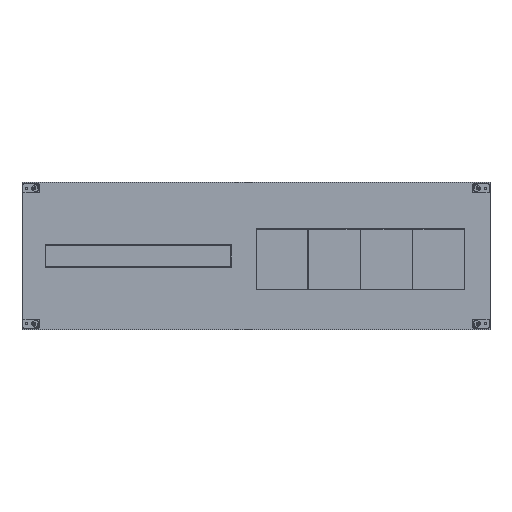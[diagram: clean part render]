
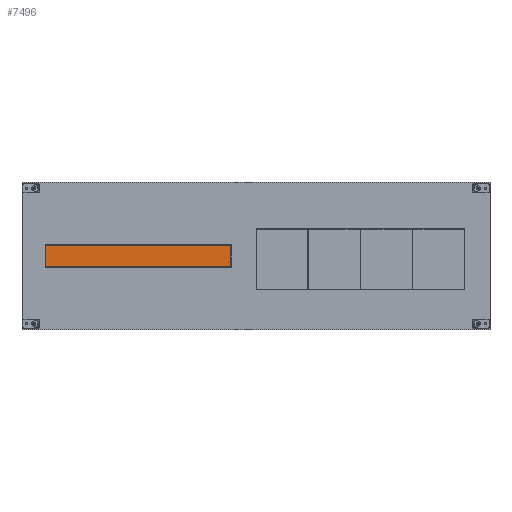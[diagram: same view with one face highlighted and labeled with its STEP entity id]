
A CAD part, top view. The second image highlights one B-rep face of the part: STEP entity #7496.
In plain terms, the highlighted planar face has unit normal (0, 0, 1).
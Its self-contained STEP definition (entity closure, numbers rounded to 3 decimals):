
#7381=DIRECTION('',(0.,-1.,0.));
#7382=VECTOR('',#7381,43.);
#7383=CARTESIAN_POINT('',(401.,46.5,1.));
#7384=LINE('',#7383,#7382);
#7388=DIRECTION('',(-1.,0.,0.));
#7389=VECTOR('',#7388,376.);
#7390=CARTESIAN_POINT('',(777.,46.5,1.));
#7391=LINE('',#7390,#7389);
#7395=DIRECTION('',(0.,1.,0.));
#7396=VECTOR('',#7395,43.);
#7397=CARTESIAN_POINT('',(777.,3.5,1.));
#7398=LINE('',#7397,#7396);
#7402=DIRECTION('',(1.,0.,0.));
#7403=VECTOR('',#7402,376.);
#7404=CARTESIAN_POINT('',(401.,3.5,1.));
#7405=LINE('',#7404,#7403);
#7465=CARTESIAN_POINT('',(401.,46.5,1.));
#7466=CARTESIAN_POINT('',(401.,3.5,1.));
#7467=VERTEX_POINT('',#7465);
#7468=VERTEX_POINT('',#7466);
#7469=CARTESIAN_POINT('',(777.,3.5,1.));
#7470=VERTEX_POINT('',#7469);
#7471=CARTESIAN_POINT('',(777.,46.5,1.));
#7472=VERTEX_POINT('',#7471);
#7481=CARTESIAN_POINT('',(0.,0.,1.));
#7482=DIRECTION('',(0.,0.,1.));
#7483=DIRECTION('',(1.,0.,0.));
#7484=AXIS2_PLACEMENT_3D('',#7481,#7482,#7483);
#7485=PLANE('',#7484);
#7487=ORIENTED_EDGE('',*,*,#7486,.F.);
#7489=ORIENTED_EDGE('',*,*,#7488,.F.);
#7491=ORIENTED_EDGE('',*,*,#7490,.F.);
#7493=ORIENTED_EDGE('',*,*,#7492,.F.);
#7494=EDGE_LOOP('',(#7487,#7489,#7491,#7493));
#7495=FACE_OUTER_BOUND('',#7494,.F.);
#7486=EDGE_CURVE('',#7467,#7468,#7384,.T.);
#7488=EDGE_CURVE('',#7472,#7467,#7391,.T.);
#7490=EDGE_CURVE('',#7470,#7472,#7398,.T.);
#7492=EDGE_CURVE('',#7468,#7470,#7405,.T.);
#7496=ADVANCED_FACE('',(#7495),#7485,.T.);
